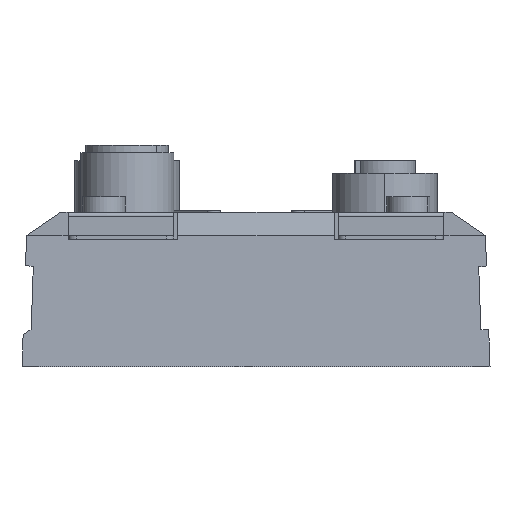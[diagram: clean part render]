
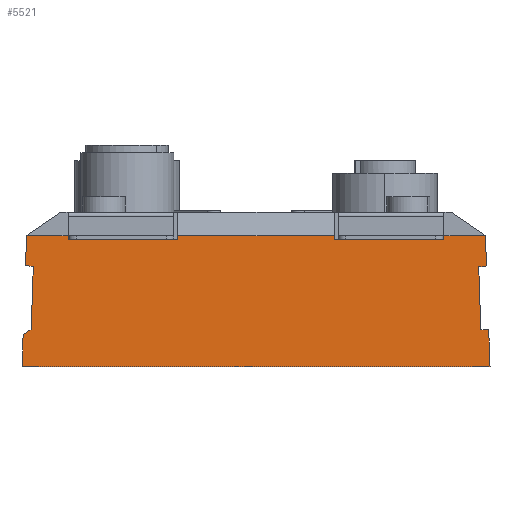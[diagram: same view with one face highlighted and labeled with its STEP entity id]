
A CAD part, front view. The second image highlights one B-rep face of the part: STEP entity #5521.
In plain terms, the highlighted planar face has unit normal (0, -0.999, 0.035).
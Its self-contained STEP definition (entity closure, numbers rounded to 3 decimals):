
#5490=AXIS2_PLACEMENT_3D('Plane Axis2P3D',#5487,#5488,#5489) ;
#36=CARTESIAN_POINT('Line Origine',(0.578,0.578,16.55)) ;
#40=CARTESIAN_POINT('Vertex',(0.587,0.587,16.8)) ;
#42=CARTESIAN_POINT('Vertex',(0.569,0.569,16.3)) ;
#121=CARTESIAN_POINT('Vertex',(0.454,0.454,13.011)) ;
#124=CARTESIAN_POINT('Line Origine',(0.512,0.511,14.656)) ;
#164=CARTESIAN_POINT('Line Origine',(3.242,0.587,16.8)) ;
#168=CARTESIAN_POINT('Vertex',(5.897,0.587,16.8)) ;
#731=CARTESIAN_POINT('Vertex',(1.448,0.447,12.8)) ;
#734=CARTESIAN_POINT('Line Origine',(0.951,0.451,12.906)) ;
#756=CARTESIAN_POINT('Vertex',(1.168,0.168,4.8)) ;
#759=CARTESIAN_POINT('Line Origine',(1.308,0.307,8.8)) ;
#777=CARTESIAN_POINT('Line Origine',(0.656,0.157,4.468)) ;
#781=CARTESIAN_POINT('Vertex',(0.144,0.144,4.135)) ;
#797=CARTESIAN_POINT('Line Origine',(0.076,0.076,2.168)) ;
#801=CARTESIAN_POINT('Vertex',(0.007,0.007,0.2)) ;
#808=CARTESIAN_POINT('Vertex',(0.,0.,0.)) ;
#811=CARTESIAN_POINT('Line Origine',(0.003,0.003,0.1)) ;
#835=CARTESIAN_POINT('Vertex',(59.916,0.,0.)) ;
#838=CARTESIAN_POINT('Line Origine',(29.958,0.,0.)) ;
#946=CARTESIAN_POINT('Vertex',(59.75,0.166,4.747)) ;
#949=CARTESIAN_POINT('Line Origine',(59.83,0.087,2.474)) ;
#953=CARTESIAN_POINT('Vertex',(59.909,0.007,0.2)) ;
#956=CARTESIAN_POINT('Line Origine',(59.913,0.003,0.1)) ;
#980=CARTESIAN_POINT('Vertex',(58.748,0.168,4.8)) ;
#983=CARTESIAN_POINT('Line Origine',(59.249,0.167,4.774)) ;
#1005=CARTESIAN_POINT('Vertex',(58.469,0.447,12.8)) ;
#1008=CARTESIAN_POINT('Line Origine',(58.608,0.307,8.8)) ;
#1030=CARTESIAN_POINT('Vertex',(59.465,0.451,12.922)) ;
#1033=CARTESIAN_POINT('Line Origine',(58.967,0.449,12.861)) ;
#1119=CARTESIAN_POINT('Vertex',(59.33,0.587,16.8)) ;
#1122=CARTESIAN_POINT('Line Origine',(59.397,0.519,14.861)) ;
#1147=CARTESIAN_POINT('Line Origine',(56.674,0.587,16.8)) ;
#1151=CARTESIAN_POINT('Vertex',(54.019,0.587,16.8)) ;
#1248=CARTESIAN_POINT('Vertex',(39.958,0.587,16.8)) ;
#1251=CARTESIAN_POINT('Line Origine',(39.958,0.578,16.55)) ;
#1255=CARTESIAN_POINT('Vertex',(39.958,0.569,16.3)) ;
#1296=CARTESIAN_POINT('Vertex',(19.958,0.587,16.8)) ;
#1301=CARTESIAN_POINT('Line Origine',(29.958,0.587,16.8)) ;
#1337=CARTESIAN_POINT('Vertex',(19.958,0.569,16.3)) ;
#1340=CARTESIAN_POINT('Line Origine',(19.958,0.578,16.55)) ;
#5365=CARTESIAN_POINT('Line Origine',(46.818,0.569,16.3)) ;
#5369=CARTESIAN_POINT('Vertex',(53.677,0.569,16.3)) ;
#5372=CARTESIAN_POINT('Line Origine',(53.818,0.569,16.3)) ;
#5376=CARTESIAN_POINT('Vertex',(53.959,0.569,16.3)) ;
#5379=CARTESIAN_POINT('Line Origine',(53.989,0.569,16.3)) ;
#5383=CARTESIAN_POINT('Vertex',(54.019,0.569,16.3)) ;
#5395=CARTESIAN_POINT('Vertex',(5.897,0.569,16.3)) ;
#5398=CARTESIAN_POINT('Line Origine',(5.927,0.569,16.3)) ;
#5402=CARTESIAN_POINT('Vertex',(5.956,0.569,16.3)) ;
#5405=CARTESIAN_POINT('Line Origine',(6.099,0.569,16.3)) ;
#5409=CARTESIAN_POINT('Vertex',(6.239,0.569,16.3)) ;
#5412=CARTESIAN_POINT('Line Origine',(13.099,0.569,16.3)) ;
#5452=CARTESIAN_POINT('Line Origine',(54.019,0.578,16.55)) ;
#5472=CARTESIAN_POINT('Line Origine',(5.897,0.578,16.55)) ;
#5487=CARTESIAN_POINT('Axis2P3D Location',(29.958,0.297,8.5)) ;
#37=DIRECTION('Vector Direction',(-0.035,-0.035,-0.999)) ;
#125=DIRECTION('Vector Direction',(-0.035,-0.035,-0.999)) ;
#165=DIRECTION('Vector Direction',(-1.,0.,0.)) ;
#735=DIRECTION('Vector Direction',(0.978,-0.004,-0.208)) ;
#760=DIRECTION('Vector Direction',(-0.035,-0.036,-0.999)) ;
#778=DIRECTION('Vector Direction',(-0.839,-0.012,-0.545)) ;
#798=DIRECTION('Vector Direction',(-0.035,-0.035,-0.999)) ;
#812=DIRECTION('Vector Direction',(-0.035,-0.035,-0.999)) ;
#839=DIRECTION('Vector Direction',(-1.,0.,0.)) ;
#950=DIRECTION('Vector Direction',(-0.035,0.035,0.999)) ;
#957=DIRECTION('Vector Direction',(0.035,-0.035,-0.999)) ;
#984=DIRECTION('Vector Direction',(-0.999,0.001,0.052)) ;
#1009=DIRECTION('Vector Direction',(-0.035,0.035,0.999)) ;
#1034=DIRECTION('Vector Direction',(0.993,0.003,0.122)) ;
#1123=DIRECTION('Vector Direction',(-0.035,0.035,0.999)) ;
#1148=DIRECTION('Vector Direction',(-1.,0.,0.)) ;
#1252=DIRECTION('Vector Direction',(0.,-0.035,-0.999)) ;
#1302=DIRECTION('Vector Direction',(-1.,0.,0.)) ;
#1341=DIRECTION('Vector Direction',(0.,0.035,0.999)) ;
#5366=DIRECTION('Vector Direction',(1.,0.,0.)) ;
#5373=DIRECTION('Vector Direction',(1.,0.,0.)) ;
#5380=DIRECTION('Vector Direction',(1.,0.,0.)) ;
#5399=DIRECTION('Vector Direction',(1.,0.,0.)) ;
#5406=DIRECTION('Vector Direction',(-1.,0.,0.)) ;
#5413=DIRECTION('Vector Direction',(1.,0.,0.)) ;
#5453=DIRECTION('Vector Direction',(0.,0.035,0.999)) ;
#5473=DIRECTION('Vector Direction',(0.,0.035,0.999)) ;
#5488=DIRECTION('Axis2P3D Direction',(0.,-0.999,0.035)) ;
#5489=DIRECTION('Axis2P3D XDirection',(-1.,0.,0.)) ;
#38=VECTOR('Line Direction',#37,1.) ;
#126=VECTOR('Line Direction',#125,1.) ;
#166=VECTOR('Line Direction',#165,1.) ;
#736=VECTOR('Line Direction',#735,1.) ;
#761=VECTOR('Line Direction',#760,1.) ;
#779=VECTOR('Line Direction',#778,1.) ;
#799=VECTOR('Line Direction',#798,1.) ;
#813=VECTOR('Line Direction',#812,1.) ;
#840=VECTOR('Line Direction',#839,1.) ;
#951=VECTOR('Line Direction',#950,1.) ;
#958=VECTOR('Line Direction',#957,1.) ;
#985=VECTOR('Line Direction',#984,1.) ;
#1010=VECTOR('Line Direction',#1009,1.) ;
#1035=VECTOR('Line Direction',#1034,1.) ;
#1124=VECTOR('Line Direction',#1123,1.) ;
#1149=VECTOR('Line Direction',#1148,1.) ;
#1253=VECTOR('Line Direction',#1252,1.) ;
#1303=VECTOR('Line Direction',#1302,1.) ;
#1342=VECTOR('Line Direction',#1341,1.) ;
#5367=VECTOR('Line Direction',#5366,1.) ;
#5374=VECTOR('Line Direction',#5373,1.) ;
#5381=VECTOR('Line Direction',#5380,1.) ;
#5400=VECTOR('Line Direction',#5399,1.) ;
#5407=VECTOR('Line Direction',#5406,1.) ;
#5414=VECTOR('Line Direction',#5413,1.) ;
#5454=VECTOR('Line Direction',#5453,1.) ;
#5474=VECTOR('Line Direction',#5473,1.) ;
#5493=ORIENTED_EDGE('',*,*,#5404,.F.) ;
#5494=ORIENTED_EDGE('',*,*,#5476,.T.) ;
#5495=ORIENTED_EDGE('',*,*,#170,.T.) ;
#5496=ORIENTED_EDGE('',*,*,#44,.T.) ;
#5497=ORIENTED_EDGE('',*,*,#128,.F.) ;
#5498=ORIENTED_EDGE('',*,*,#738,.T.) ;
#5499=ORIENTED_EDGE('',*,*,#763,.T.) ;
#5500=ORIENTED_EDGE('',*,*,#783,.F.) ;
#5501=ORIENTED_EDGE('',*,*,#803,.T.) ;
#5502=ORIENTED_EDGE('',*,*,#815,.T.) ;
#5503=ORIENTED_EDGE('',*,*,#842,.F.) ;
#5504=ORIENTED_EDGE('',*,*,#960,.F.) ;
#5505=ORIENTED_EDGE('',*,*,#955,.T.) ;
#5506=ORIENTED_EDGE('',*,*,#987,.T.) ;
#5507=ORIENTED_EDGE('',*,*,#1012,.T.) ;
#5508=ORIENTED_EDGE('',*,*,#1037,.T.) ;
#5509=ORIENTED_EDGE('',*,*,#1126,.F.) ;
#5510=ORIENTED_EDGE('',*,*,#1153,.T.) ;
#5511=ORIENTED_EDGE('',*,*,#5456,.F.) ;
#5512=ORIENTED_EDGE('',*,*,#5385,.F.) ;
#5513=ORIENTED_EDGE('',*,*,#5378,.F.) ;
#5514=ORIENTED_EDGE('',*,*,#5371,.F.) ;
#5515=ORIENTED_EDGE('',*,*,#1257,.F.) ;
#5516=ORIENTED_EDGE('',*,*,#1305,.T.) ;
#5517=ORIENTED_EDGE('',*,*,#1344,.F.) ;
#5518=ORIENTED_EDGE('',*,*,#5416,.F.) ;
#5519=ORIENTED_EDGE('',*,*,#5411,.F.) ;
#5521=ADVANCED_FACE('SWITCH',(#5520),#5491,.T.) ;
#44=EDGE_CURVE('',#41,#43,#39,.T.) ;
#128=EDGE_CURVE('',#122,#43,#127,.F.) ;
#170=EDGE_CURVE('',#169,#41,#167,.T.) ;
#738=EDGE_CURVE('',#122,#732,#737,.T.) ;
#763=EDGE_CURVE('',#732,#757,#762,.T.) ;
#783=EDGE_CURVE('',#782,#757,#780,.F.) ;
#803=EDGE_CURVE('',#782,#802,#800,.T.) ;
#815=EDGE_CURVE('',#802,#809,#814,.T.) ;
#842=EDGE_CURVE('',#836,#809,#841,.T.) ;
#955=EDGE_CURVE('',#954,#947,#952,.T.) ;
#960=EDGE_CURVE('',#954,#836,#959,.T.) ;
#987=EDGE_CURVE('',#947,#981,#986,.T.) ;
#1012=EDGE_CURVE('',#981,#1006,#1011,.T.) ;
#1037=EDGE_CURVE('',#1006,#1031,#1036,.T.) ;
#1126=EDGE_CURVE('',#1120,#1031,#1125,.F.) ;
#1153=EDGE_CURVE('',#1120,#1152,#1150,.T.) ;
#1257=EDGE_CURVE('',#1249,#1256,#1254,.T.) ;
#1305=EDGE_CURVE('',#1249,#1297,#1304,.T.) ;
#1344=EDGE_CURVE('',#1338,#1297,#1343,.T.) ;
#5371=EDGE_CURVE('',#1256,#5370,#5368,.T.) ;
#5378=EDGE_CURVE('',#5370,#5377,#5375,.T.) ;
#5385=EDGE_CURVE('',#5377,#5384,#5382,.T.) ;
#5404=EDGE_CURVE('',#5396,#5403,#5401,.T.) ;
#5411=EDGE_CURVE('',#5403,#5410,#5408,.F.) ;
#5416=EDGE_CURVE('',#5410,#1338,#5415,.T.) ;
#5456=EDGE_CURVE('',#5384,#1152,#5455,.T.) ;
#5476=EDGE_CURVE('',#5396,#169,#5475,.T.) ;
#5492=EDGE_LOOP('',(#5493,#5494,#5495,#5496,#5497,#5498,#5499,#5500,#5501,#5502,#5503,#5504,#5505,#5506,#5507,#5508,#5509,#5510,#5511,#5512,#5513,#5514,#5515,#5516,#5517,#5518,#5519)) ;
#5520=FACE_OUTER_BOUND('',#5492,.T.) ;
#39=LINE('Line',#36,#38) ;
#127=LINE('Line',#124,#126) ;
#167=LINE('Line',#164,#166) ;
#737=LINE('Line',#734,#736) ;
#762=LINE('Line',#759,#761) ;
#780=LINE('Line',#777,#779) ;
#800=LINE('Line',#797,#799) ;
#814=LINE('Line',#811,#813) ;
#841=LINE('Line',#838,#840) ;
#952=LINE('Line',#949,#951) ;
#959=LINE('Line',#956,#958) ;
#986=LINE('Line',#983,#985) ;
#1011=LINE('Line',#1008,#1010) ;
#1036=LINE('Line',#1033,#1035) ;
#1125=LINE('Line',#1122,#1124) ;
#1150=LINE('Line',#1147,#1149) ;
#1254=LINE('Line',#1251,#1253) ;
#1304=LINE('Line',#1301,#1303) ;
#1343=LINE('Line',#1340,#1342) ;
#5368=LINE('Line',#5365,#5367) ;
#5375=LINE('Line',#5372,#5374) ;
#5382=LINE('Line',#5379,#5381) ;
#5401=LINE('Line',#5398,#5400) ;
#5408=LINE('Line',#5405,#5407) ;
#5415=LINE('Line',#5412,#5414) ;
#5455=LINE('Line',#5452,#5454) ;
#5475=LINE('Line',#5472,#5474) ;
#5491=PLANE('',#5490) ;
#41=VERTEX_POINT('',#40) ;
#43=VERTEX_POINT('',#42) ;
#122=VERTEX_POINT('',#121) ;
#169=VERTEX_POINT('',#168) ;
#732=VERTEX_POINT('',#731) ;
#757=VERTEX_POINT('',#756) ;
#782=VERTEX_POINT('',#781) ;
#802=VERTEX_POINT('',#801) ;
#809=VERTEX_POINT('',#808) ;
#836=VERTEX_POINT('',#835) ;
#947=VERTEX_POINT('',#946) ;
#954=VERTEX_POINT('',#953) ;
#981=VERTEX_POINT('',#980) ;
#1006=VERTEX_POINT('',#1005) ;
#1031=VERTEX_POINT('',#1030) ;
#1120=VERTEX_POINT('',#1119) ;
#1152=VERTEX_POINT('',#1151) ;
#1249=VERTEX_POINT('',#1248) ;
#1256=VERTEX_POINT('',#1255) ;
#1297=VERTEX_POINT('',#1296) ;
#1338=VERTEX_POINT('',#1337) ;
#5370=VERTEX_POINT('',#5369) ;
#5377=VERTEX_POINT('',#5376) ;
#5384=VERTEX_POINT('',#5383) ;
#5396=VERTEX_POINT('',#5395) ;
#5403=VERTEX_POINT('',#5402) ;
#5410=VERTEX_POINT('',#5409) ;
